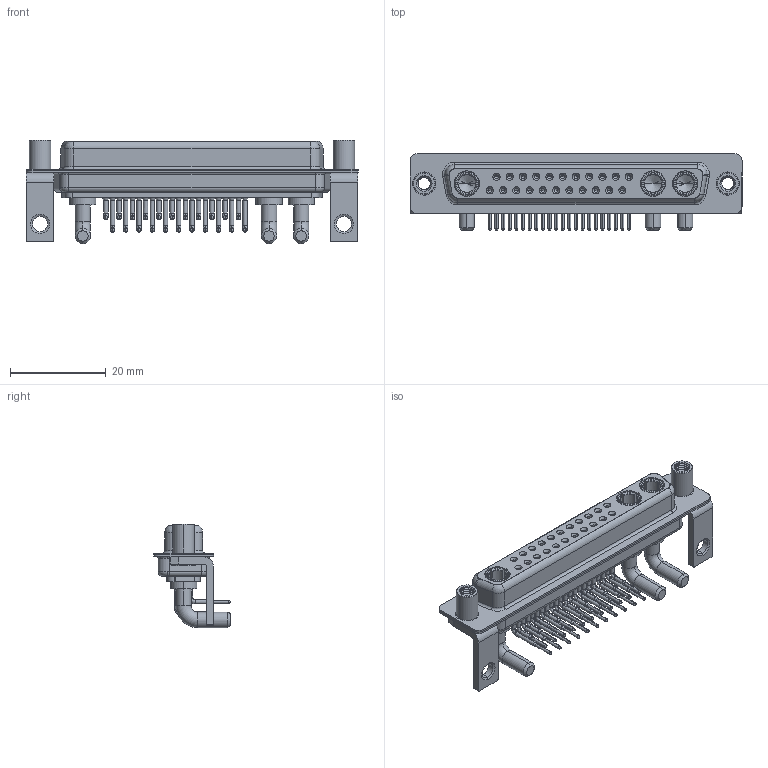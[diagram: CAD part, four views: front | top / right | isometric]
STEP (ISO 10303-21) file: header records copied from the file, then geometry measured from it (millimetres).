
FILE_DESCRIPTION (( 'STEP AP203' ), '1' );
FILE_NAME ('630-25W3640-3NE.STEP', '2022-06-07T07:20:52', ( '' ), ( '' ), 'SwSTEP 2.0', 'SolidWorks 2020', '' );
FILE_SCHEMA (( 'CONFIG_CONTROL_DESIGN' ));
Length unit declared in the file: millimetre
Products named in the file (9): 630Combo Shell Front_37 Contacts; 630Combo Threaded Standoff_D; 630Combo Contact Row 1; 630Combo Contact Row 2; 630Combo Shell Rear_37 Contacts; 630Combo Stabilizer Bracket; Power Socket_30A RA; 630Combo Housing_25W3; 630-25W3640-3NE
Assembly tree (32 placements, depth 2):
  630-25W3640-3NE
    630Combo Housing_25W3
    630Combo Shell Front_37 Contacts
    630Combo Shell Rear_37 Contacts
    630Combo Stabilizer Bracket  x2
    630Combo Threaded Standoff_D  x2
    Power Socket_30A RA  x3
    630Combo Contact Row 1  x11
    630Combo Contact Row 2  x11
Bounding box: 69.4 x 16 x 21.6 mm (x, y, z)
Volume: 6143.6 mm3; surface area: 13695 mm2
Topology: 35 solids, 35 shells, 1777 faces, 4543 edges, 2874 vertices
Faces by surface type: cylinder 790, plane 506, cone 309, bspline 97, torus 75
Entity records: 26227 total; most frequent: CARTESIAN_POINT 6621, DIRECTION 4075, ORIENTED_EDGE 3574, EDGE_CURVE 1787, AXIS2_PLACEMENT_3D 1688, VERTEX_POINT 1143, CIRCLE 916, EDGE_LOOP 904
